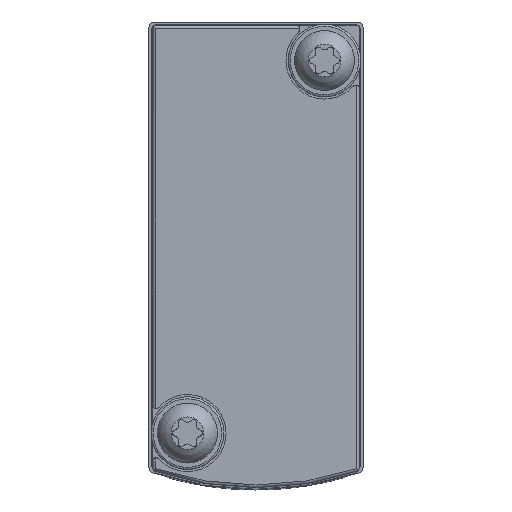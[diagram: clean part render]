
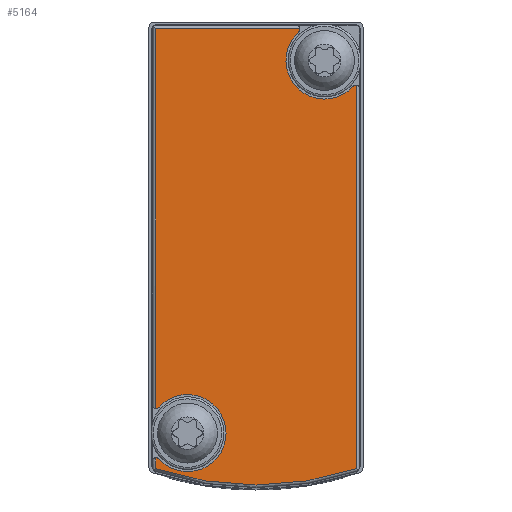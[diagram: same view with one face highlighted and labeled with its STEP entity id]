
A CAD part, front view. The second image highlights one B-rep face of the part: STEP entity #5164.
In plain terms, the highlighted planar face has unit normal (0, -1, 0).
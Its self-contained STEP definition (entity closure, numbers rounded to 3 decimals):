
#108=PLANE('',#5423);
#202=LINE('',#7202,#425);
#203=LINE('',#7211,#426);
#204=LINE('',#7215,#427);
#205=LINE('',#7223,#428);
#425=VECTOR('',#5934,1000.);
#426=VECTOR('',#5941,1000.);
#427=VECTOR('',#5944,1000.);
#428=VECTOR('',#5951,1000.);
#648=CIRCLE('',#5424,0.4);
#649=CIRCLE('',#5425,3.6);
#650=CIRCLE('',#5426,0.4);
#651=CIRCLE('',#5427,29.537);
#652=CIRCLE('',#5428,0.4);
#653=CIRCLE('',#5429,3.6);
#654=CIRCLE('',#5430,0.4);
#891=ORIENTED_EDGE('',*,*,#1909,.T.);
#892=ORIENTED_EDGE('',*,*,#1910,.F.);
#893=ORIENTED_EDGE('',*,*,#1911,.T.);
#894=ORIENTED_EDGE('',*,*,#1912,.F.);
#895=ORIENTED_EDGE('',*,*,#1913,.T.);
#896=ORIENTED_EDGE('',*,*,#1914,.T.);
#897=ORIENTED_EDGE('',*,*,#1915,.F.);
#898=ORIENTED_EDGE('',*,*,#1916,.F.);
#899=ORIENTED_EDGE('',*,*,#1917,.T.);
#900=ORIENTED_EDGE('',*,*,#1918,.F.);
#901=ORIENTED_EDGE('',*,*,#1919,.T.);
#1909=EDGE_CURVE('',#2418,#2419,#202,.F.);
#1910=EDGE_CURVE('',#2420,#2419,#648,.T.);
#1911=EDGE_CURVE('',#2420,#2421,#649,.T.);
#1912=EDGE_CURVE('',#2422,#2421,#650,.T.);
#1913=EDGE_CURVE('',#2422,#2423,#203,.F.);
#1914=EDGE_CURVE('',#2423,#2424,#651,.T.);
#1915=EDGE_CURVE('',#2425,#2424,#204,.F.);
#1916=EDGE_CURVE('',#2426,#2425,#652,.T.);
#1917=EDGE_CURVE('',#2426,#2427,#653,.T.);
#1918=EDGE_CURVE('',#2428,#2427,#654,.T.);
#1919=EDGE_CURVE('',#2428,#2418,#205,.T.);
#2418=VERTEX_POINT('',#7203);
#2419=VERTEX_POINT('',#7204);
#2420=VERTEX_POINT('',#7206);
#2421=VERTEX_POINT('',#7208);
#2422=VERTEX_POINT('',#7210);
#2423=VERTEX_POINT('',#7212);
#2424=VERTEX_POINT('',#7214);
#2425=VERTEX_POINT('',#7216);
#2426=VERTEX_POINT('',#7218);
#2427=VERTEX_POINT('',#7220);
#2428=VERTEX_POINT('',#7222);
#2819=EDGE_LOOP('',(#891,#892,#893,#894,#895,#896,#897,#898,#899,#900,#901));
#3168=FACE_BOUND('',#2819,.T.);
#5164=ADVANCED_FACE('',(#3168),#108,.F.);
#5423=AXIS2_PLACEMENT_3D('',#7201,#5932,#5933);
#5424=AXIS2_PLACEMENT_3D('',#7205,#5935,#5936);
#5425=AXIS2_PLACEMENT_3D('',#7207,#5937,#5938);
#5426=AXIS2_PLACEMENT_3D('',#7209,#5939,#5940);
#5427=AXIS2_PLACEMENT_3D('',#7213,#5942,#5943);
#5428=AXIS2_PLACEMENT_3D('',#7217,#5945,#5946);
#5429=AXIS2_PLACEMENT_3D('',#7219,#5947,#5948);
#5430=AXIS2_PLACEMENT_3D('',#7221,#5949,#5950);
#5932=DIRECTION('',(0.,1.,0.));
#5933=DIRECTION('',(0.,0.,1.));
#5934=DIRECTION('',(-1.,0.,0.));
#5935=DIRECTION('',(0.,1.,0.));
#5936=DIRECTION('',(1.,0.,0.));
#5937=DIRECTION('',(0.,1.,0.));
#5938=DIRECTION('',(1.,0.,0.));
#5939=DIRECTION('',(0.,1.,0.));
#5940=DIRECTION('',(1.,0.,0.));
#5941=DIRECTION('',(-1.,0.,0.));
#5942=DIRECTION('',(0.,-1.,0.));
#5943=DIRECTION('',(0.,0.,-1.));
#5944=DIRECTION('',(-1.,0.,0.));
#5945=DIRECTION('',(0.,1.,0.));
#5946=DIRECTION('',(1.,0.,0.));
#5947=DIRECTION('',(0.,1.,0.));
#5948=DIRECTION('',(1.,0.,0.));
#5949=DIRECTION('',(0.,1.,0.));
#5950=DIRECTION('',(1.,0.,0.));
#5951=DIRECTION('',(0.,0.,-1.));
#7201=CARTESIAN_POINT('',(-20.25,-13.2,-9.25));
#7202=CARTESIAN_POINT('',(25.,-13.2,-9.387));
#7203=CARTESIAN_POINT('',(-20.387,-13.2,-9.387));
#7204=CARTESIAN_POINT('',(15.097,-13.2,-9.387));
#7205=CARTESIAN_POINT('',(14.699,-13.2,-9.35));
#7206=CARTESIAN_POINT('',(14.969,-13.2,-9.055));
#7207=CARTESIAN_POINT('',(17.4,-13.2,-6.4));
#7208=CARTESIAN_POINT('',(19.831,-13.2,-9.055));
#7209=CARTESIAN_POINT('',(20.101,-13.2,-9.35));
#7210=CARTESIAN_POINT('',(19.703,-13.2,-9.387));
#7211=CARTESIAN_POINT('',(25.,-13.2,-9.387));
#7212=CARTESIAN_POINT('',(20.722,-13.2,-9.387));
#7213=CARTESIAN_POINT('',(-7.284,-13.2,0.));
#7214=CARTESIAN_POINT('',(20.722,-13.2,9.387));
#7215=CARTESIAN_POINT('',(25.,-13.2,9.387));
#7216=CARTESIAN_POINT('',(-15.097,-13.2,9.387));
#7217=CARTESIAN_POINT('',(-14.699,-13.2,9.35));
#7218=CARTESIAN_POINT('',(-14.969,-13.2,9.055));
#7219=CARTESIAN_POINT('',(-17.4,-13.2,6.4));
#7220=CARTESIAN_POINT('',(-20.055,-13.2,3.969));
#7221=CARTESIAN_POINT('',(-20.35,-13.2,3.699));
#7222=CARTESIAN_POINT('',(-20.387,-13.2,4.097));
#7223=CARTESIAN_POINT('',(-20.387,-13.2,10.));
